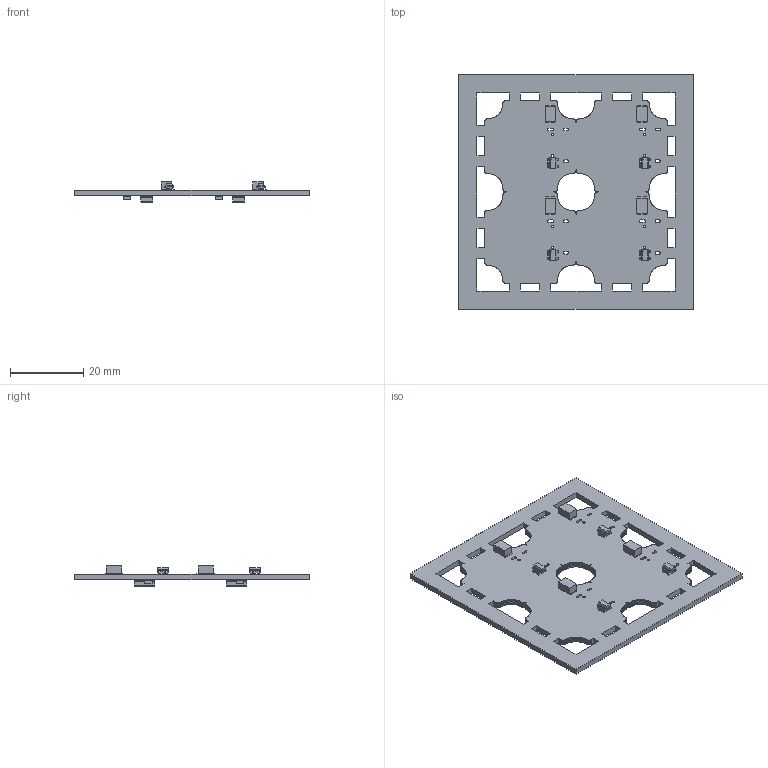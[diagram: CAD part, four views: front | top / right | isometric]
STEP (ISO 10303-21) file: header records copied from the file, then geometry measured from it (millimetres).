
FILE_DESCRIPTION(('KiCad electronic assembly'),'2;1');
FILE_NAME('model.step','2025-01-08T19:16:01',('Pcbnew'),('Kicad'), 'Open CASCADE STEP processor 7.7','KiCad to STEP converter','Unknown' );
FILE_SCHEMA(('AUTOMOTIVE_DESIGN { 1 0 10303 214 1 1 1 1 }'));
Length unit declared in the file: millimetre
Products named in the file (10): model 1; KMR211NGLFS; ASSEMBLY; SOT-23-5_RIT; part; MAX30208CLB+T; MAX30102EFD+T; MAX30102EFD+; demo_panel_PCB
Assembly tree (21 placements, depth 3):
  model 1
    KMR211NGLFS  x4
      ASSEMBLY
    SOT-23-5_RIT  x4
      part
    MAX30208CLB+T  x4
      ASSEMBLY
    MAX30102EFD+T  x4
      MAX30102EFD+
    demo_panel_PCB
Bounding box: 64 x 64 x 5.55 mm (x, y, z)
Volume: 5709.3 mm3; surface area: 9139.3 mm2
Topology: 173 solids, 173 shells, 3330 faces, 8820 edges, 5864 vertices
Faces by surface type: plane 3030, cylinder 300
Full cylindrical faces by diameter (mm): 0.09 x4, 0.7 x8
Entity records: 66434 total; most frequent: CARTESIAN_POINT 11788, ORIENTED_EDGE 11646, DIRECTION 10140, EDGE_CURVE 5823, LINE 5612, VECTOR 5612, VERTEX_POINT 3878, AXIS2_PLACEMENT_3D 2264
